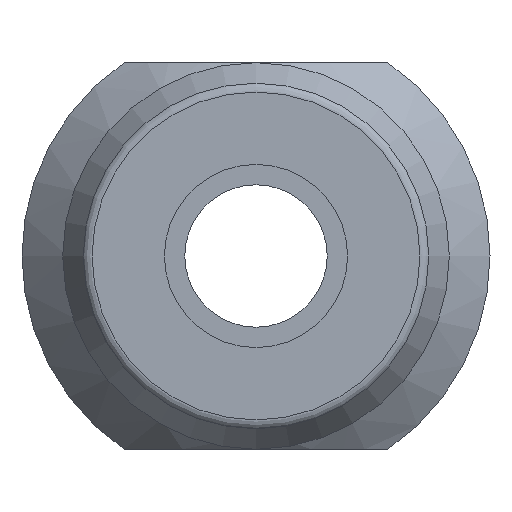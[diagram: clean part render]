
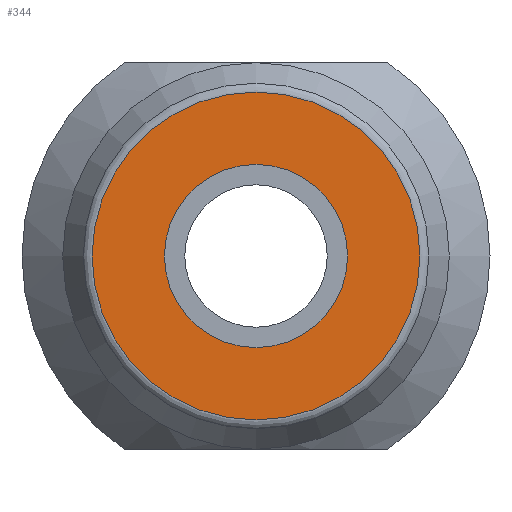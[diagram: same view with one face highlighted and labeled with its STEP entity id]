
A CAD part, left-side view. The second image highlights one B-rep face of the part: STEP entity #344.
In plain terms, the highlighted planar face has unit normal (-1, 0, 0).
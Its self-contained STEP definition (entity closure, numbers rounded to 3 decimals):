
#26=FACE_BOUND('',#137,.T.);
#63=CIRCLE('',#385,8.057);
#64=CIRCLE('',#387,4.5);
#101=FACE_OUTER_BOUND('',#136,.T.);
#136=EDGE_LOOP('',(#284));
#137=EDGE_LOOP('',(#285));
#204=VERTEX_POINT('',#592);
#205=VERTEX_POINT('',#595);
#239=EDGE_CURVE('',#204,#204,#63,.T.);
#240=EDGE_CURVE('',#205,#205,#64,.T.);
#284=ORIENTED_EDGE('',*,*,#239,.T.);
#285=ORIENTED_EDGE('',*,*,#240,.F.);
#331=PLANE('',#386);
#344=ADVANCED_FACE('',(#101,#26),#331,.T.);
#385=AXIS2_PLACEMENT_3D('',#593,#469,#470);
#386=AXIS2_PLACEMENT_3D('',#594,#471,#472);
#387=AXIS2_PLACEMENT_3D('',#596,#473,#474);
#469=DIRECTION('center_axis',(-1.,0.,0.));
#470=DIRECTION('ref_axis',(0.,0.,1.));
#471=DIRECTION('center_axis',(-1.,0.,0.));
#472=DIRECTION('ref_axis',(0.,0.,1.));
#473=DIRECTION('center_axis',(-1.,0.,0.));
#474=DIRECTION('ref_axis',(0.,0.,1.));
#592=CARTESIAN_POINT('',(-26.,-8.057,0.));
#593=CARTESIAN_POINT('Origin',(-26.,0.,0.));
#594=CARTESIAN_POINT('Origin',(-26.,-4.5,0.));
#595=CARTESIAN_POINT('',(-26.,-4.5,0.));
#596=CARTESIAN_POINT('Origin',(-26.,0.,0.));
